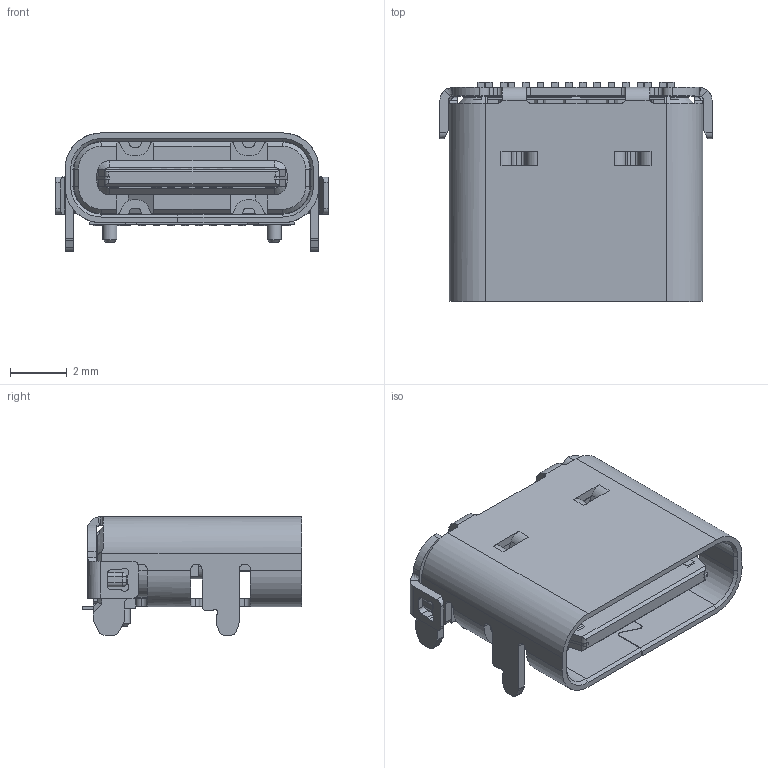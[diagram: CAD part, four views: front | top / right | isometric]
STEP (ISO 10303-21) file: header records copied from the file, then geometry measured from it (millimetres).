
FILE_DESCRIPTION(('STEP AP203'),'1');
FILE_NAME('629722000214.stp','2022-07-15T21:54:47',('TraceParts'),('TraceParts S.A.'),'Spatial InterOp 3D',' ',' ');
FILE_SCHEMA(('CONFIG_CONTROL_DESIGN'));
Length unit declared in the file: millimetre
Products named in the file (1): 1
Bounding box: 9.58 x 7.71 x 4.16 mm (x, y, z)
Volume: 120.5 mm3; surface area: 709.6 mm2
Topology: 19 solids, 19 shells, 1050 faces, 2931 edges, 1908 vertices
Faces by surface type: plane 718, cylinder 298, cone 18, bspline 12, sphere 4
Entity records: 33677 total; most frequent: CARTESIAN_POINT 6126, ORIENTED_EDGE 5854, DIRECTION 5631, EDGE_CURVE 2927, LINE 2261, VECTOR 2261, VERTEX_POINT 1908, AXIS2_PLACEMENT_3D 1685
